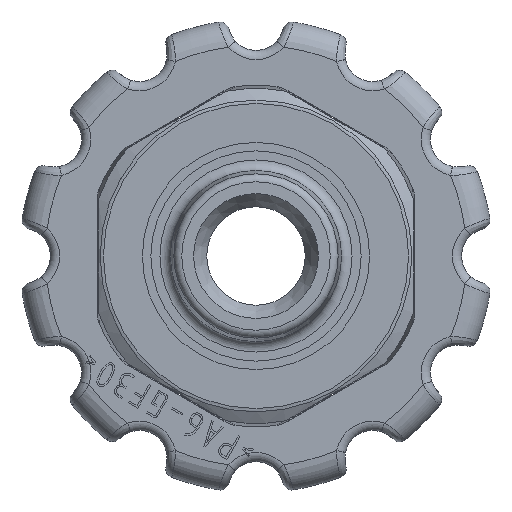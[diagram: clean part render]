
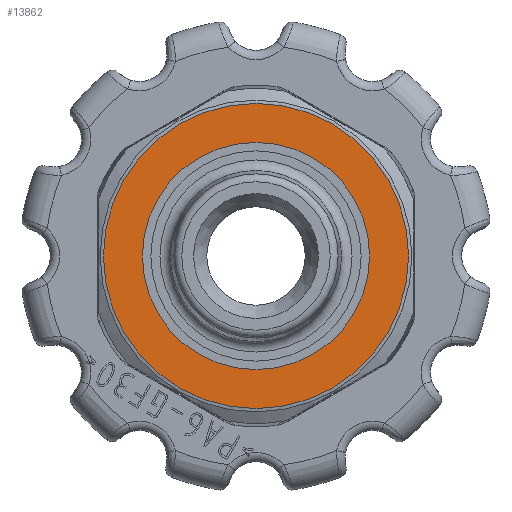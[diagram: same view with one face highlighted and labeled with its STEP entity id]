
A CAD part, front view. The second image highlights one B-rep face of the part: STEP entity #13862.
In plain terms, the highlighted planar face has unit normal (0, -1, 0).
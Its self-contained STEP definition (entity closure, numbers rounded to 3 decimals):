
#2036=PLANE('',#14547);
#2415=ORIENTED_EDGE('',*,*,#5243,.T.);
#2416=ORIENTED_EDGE('',*,*,#5241,.F.);
#5241=EDGE_CURVE('',#6686,#6686,#7638,.T.);
#5243=EDGE_CURVE('',#6688,#6688,#7640,.T.);
#6686=VERTEX_POINT('',#17382);
#6688=VERTEX_POINT('',#17388);
#7638=CIRCLE('',#14544,8.65);
#7640=CIRCLE('',#14548,11.616);
#8042=EDGE_LOOP('',(#2415));
#8043=EDGE_LOOP('',(#2416));
#8793=FACE_BOUND('',#8042,.T.);
#8794=FACE_BOUND('',#8043,.T.);
#13862=ADVANCED_FACE('',(#8793,#8794),#2036,.T.);
#14544=AXIS2_PLACEMENT_3D('',#17381,#15389,#15390);
#14547=AXIS2_PLACEMENT_3D('',#17386,#15395,#15396);
#14548=AXIS2_PLACEMENT_3D('',#17387,#15397,#15398);
#15389=DIRECTION('',(0.,-1.,0.));
#15390=DIRECTION('',(0.,0.,1.));
#15395=DIRECTION('',(0.,-1.,0.));
#15396=DIRECTION('',(0.,0.,1.));
#15397=DIRECTION('',(0.,-1.,0.));
#15398=DIRECTION('',(0.,0.,1.));
#17381=CARTESIAN_POINT('',(0.,-16.5,0.));
#17382=CARTESIAN_POINT('',(0.,-16.5,8.65));
#17386=CARTESIAN_POINT('',(0.,-16.5,8.65));
#17387=CARTESIAN_POINT('',(0.,-16.5,0.));
#17388=CARTESIAN_POINT('',(0.,-16.5,11.616));
